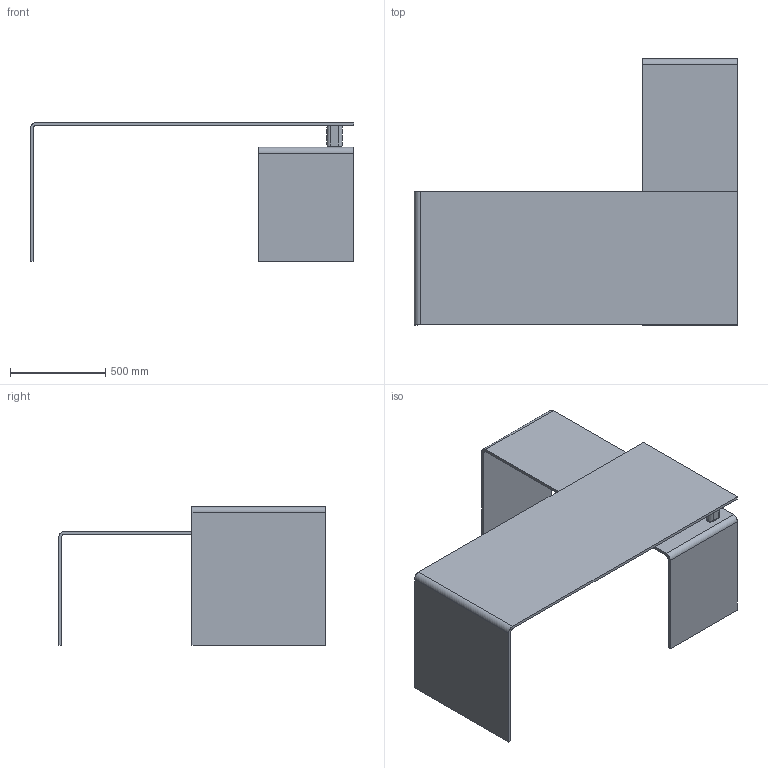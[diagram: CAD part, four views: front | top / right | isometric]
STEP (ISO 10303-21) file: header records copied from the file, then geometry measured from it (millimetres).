
FILE_DESCRIPTION(/* description */ (''),/* implementation_level */ '2;1');
FILE_NAME(/* name */ 'SCI1714 - Rialto isola 170x140',/* time_stamp */ '2013-07-16T10:59:45+02:00',/* author */ (''),/* organization */ (''),/* preprocessor_version */ 'ST-DEVELOPER v10',/* originating_system */ '',/* authorisation */ '');
FILE_SCHEMA (('CONFIG_CONTROL_DESIGN'));
Length unit declared in the file: millimetre
Products named in the file (1): 1
Bounding box: 1700 x 1400 x 730 mm (x, y, z)
Volume: 45031197.4 mm3; surface area: 6182899.1 mm2
Topology: 6 solids, 6 shells, 82 faces, 190 edges, 126 vertices
Faces by surface type: plane 44, bspline 38
Entity records: 2932 total; most frequent: CARTESIAN_POINT 1588, ORIENTED_EDGE 380, EDGE_CURVE 190, B_SPLINE_CURVE_WITH_KNOTS 136, VERTEX_POINT 126, EDGE_LOOP 96, ADVANCED_FACE 82, FACE_OUTER_BOUND 82
